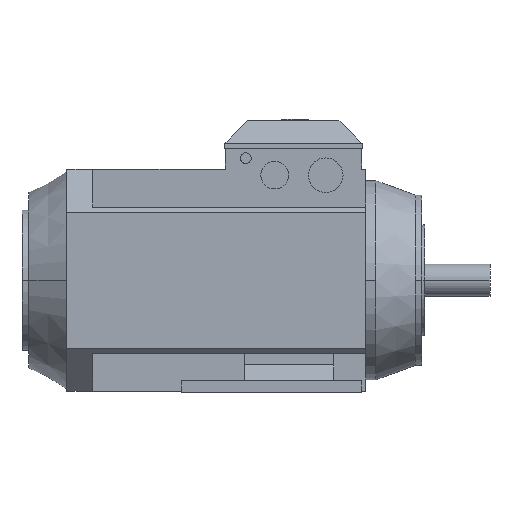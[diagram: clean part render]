
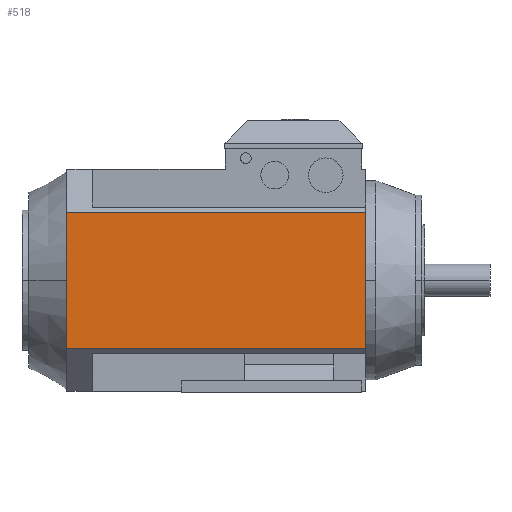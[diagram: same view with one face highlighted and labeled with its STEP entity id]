
A CAD part, left-side view. The second image highlights one B-rep face of the part: STEP entity #518.
In plain terms, the highlighted planar face has unit normal (-1, 0, 0).
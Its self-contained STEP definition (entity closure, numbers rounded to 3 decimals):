
#264=PLANE('',#4458);
#518=ADVANCED_FACE('',(#789),#264,.T.);
#789=FACE_OUTER_BOUND('',#1057,.T.);
#1057=EDGE_LOOP('',(#2242,#2243,#2244,#2245));
#2242=ORIENTED_EDGE('',*,*,#3225,.T.);
#2243=ORIENTED_EDGE('',*,*,#3233,.F.);
#2244=ORIENTED_EDGE('',*,*,#3258,.T.);
#2245=ORIENTED_EDGE('',*,*,#3208,.T.);
#2674=VERTEX_POINT('',#6744);
#2675=VERTEX_POINT('',#6746);
#2687=VERTEX_POINT('',#6777);
#2692=VERTEX_POINT('',#6793);
#3208=EDGE_CURVE('',#2675,#2674,#3639,.T.);
#3225=EDGE_CURVE('',#2674,#2687,#3656,.T.);
#3233=EDGE_CURVE('',#2692,#2687,#3664,.T.);
#3258=EDGE_CURVE('',#2692,#2675,#3684,.T.);
#3639=LINE('',#6745,#4063);
#3656=LINE('',#6778,#4080);
#3664=LINE('',#6794,#4088);
#3684=LINE('',#6842,#4108);
#4063=VECTOR('',#5444,1.);
#4080=VECTOR('',#5467,1.);
#4088=VECTOR('',#5481,1.);
#4108=VECTOR('',#5537,1.);
#4458=AXIS2_PLACEMENT_3D('',#6849,#5545,#5546);
#5444=DIRECTION('',(0.,-1.,0.));
#5467=DIRECTION('',(0.,0.,1.));
#5481=DIRECTION('',(0.,-1.,0.));
#5537=DIRECTION('',(0.,0.,-1.));
#5545=DIRECTION('',(-1.,0.,0.));
#5546=DIRECTION('',(0.,0.,-1.));
#6744=CARTESIAN_POINT('',(-130.5,-351.5,-80.));
#6745=CARTESIAN_POINT('',(-130.5,0.,-80.));
#6746=CARTESIAN_POINT('',(-130.5,0.,-80.));
#6777=CARTESIAN_POINT('',(-130.5,-351.5,80.));
#6778=CARTESIAN_POINT('',(-130.5,-351.5,-80.));
#6793=CARTESIAN_POINT('',(-130.5,0.,80.));
#6794=CARTESIAN_POINT('',(-130.5,0.,80.));
#6842=CARTESIAN_POINT('',(-130.5,0.,80.));
#6849=CARTESIAN_POINT('',(-130.5,0.,-80.));
